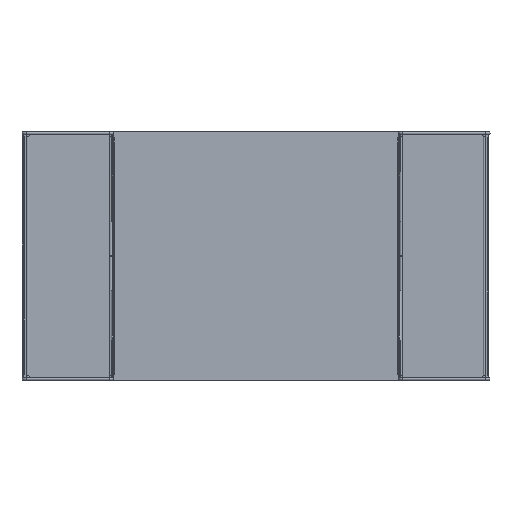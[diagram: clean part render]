
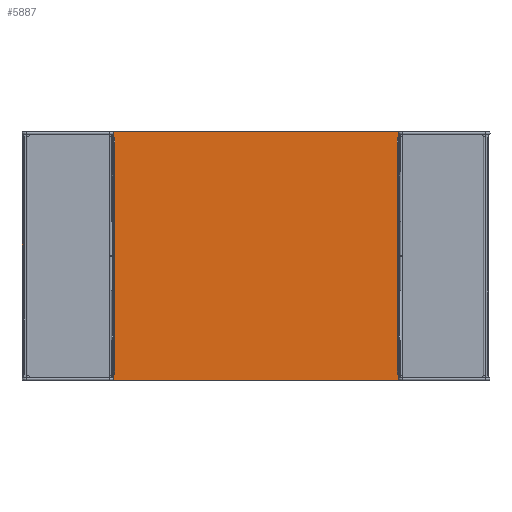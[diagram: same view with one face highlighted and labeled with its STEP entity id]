
A CAD part, front view. The second image highlights one B-rep face of the part: STEP entity #5887.
In plain terms, the highlighted face is planar.
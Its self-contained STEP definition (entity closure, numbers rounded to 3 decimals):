
#28 = ORIENTED_EDGE ( 'NONE', *, *, #741, .T. ) ;
#226 = CARTESIAN_POINT ( 'NONE',  ( -1490., 800., 20. ) ) ;
#339 = EDGE_CURVE ( 'NONE', #1566, #1939, #1082, .T. ) ;
#357 = EDGE_CURVE ( 'NONE', #5212, #2789, #6955, .T. ) ;
#741 = EDGE_CURVE ( 'NONE', #4277, #5212, #1573, .T. ) ;
#778 = CARTESIAN_POINT ( 'NONE',  ( -1500., 790., 20. ) ) ;
#910 = DIRECTION ( 'NONE',  ( 0., 0., 1. ) ) ;
#960 = AXIS2_PLACEMENT_3D ( 'NONE', #2874, #5167, #5274 ) ;
#1057 = EDGE_CURVE ( 'NONE', #2789, #2698, #4187, .T. ) ;
#1082 = CIRCLE ( 'NONE', #1795, 10. ) ;
#1263 = ORIENTED_EDGE ( 'NONE', *, *, #4203, .T. ) ;
#1276 = CIRCLE ( 'NONE', #6345, 10. ) ;
#1380 = CARTESIAN_POINT ( 'NONE',  ( 0., 0., 20. ) ) ;
#1566 = VERTEX_POINT ( 'NONE', #6210 ) ;
#1573 = CIRCLE ( 'NONE', #2403, 10. ) ;
#1655 = EDGE_CURVE ( 'NONE', #2698, #4041, #2279, .T. ) ;
#1795 = AXIS2_PLACEMENT_3D ( 'NONE', #4752, #4047, #6352 ) ;
#1939 = VERTEX_POINT ( 'NONE', #7325 ) ;
#2171 = DIRECTION ( 'NONE',  ( 0., -1., 0. ) ) ;
#2279 = LINE ( 'NONE', #3310, #4680 ) ;
#2403 = AXIS2_PLACEMENT_3D ( 'NONE', #3284, #4354, #6673 ) ;
#2594 = AXIS2_PLACEMENT_3D ( 'NONE', #6062, #910, #7280 ) ;
#2616 = CARTESIAN_POINT ( 'NONE',  ( -1490., 10., 20. ) ) ;
#2698 = VERTEX_POINT ( 'NONE', #778 ) ;
#2789 = VERTEX_POINT ( 'NONE', #226 ) ;
#2820 = VECTOR ( 'NONE', #4158, 1000. ) ;
#2874 = CARTESIAN_POINT ( 'NONE',  ( -1490., 790., 20. ) ) ;
#2974 = CARTESIAN_POINT ( 'NONE',  ( -1490., 0., 20. ) ) ;
#3232 = ORIENTED_EDGE ( 'NONE', *, *, #357, .T. ) ;
#3243 = VECTOR ( 'NONE', #5210, 1000. ) ;
#3269 = DIRECTION ( 'NONE',  ( 0., 0., 1. ) ) ;
#3284 = CARTESIAN_POINT ( 'NONE',  ( -10., 790., 20. ) ) ;
#3310 = CARTESIAN_POINT ( 'NONE',  ( -1500., 0., 20. ) ) ;
#3404 = EDGE_CURVE ( 'NONE', #1939, #4277, #4725, .T. ) ;
#3490 = CARTESIAN_POINT ( 'NONE',  ( 0., 800., 20. ) ) ;
#3662 = ORIENTED_EDGE ( 'NONE', *, *, #6762, .T. ) ;
#4041 = VERTEX_POINT ( 'NONE', #6117 ) ;
#4047 = DIRECTION ( 'NONE',  ( 0., 0., 1. ) ) ;
#4141 = ORIENTED_EDGE ( 'NONE', *, *, #1057, .T. ) ;
#4158 = DIRECTION ( 'NONE',  ( 0., 1., 0. ) ) ;
#4187 = CIRCLE ( 'NONE', #960, 10. ) ;
#4203 = EDGE_CURVE ( 'NONE', #6013, #1566, #4487, .T. ) ;
#4277 = VERTEX_POINT ( 'NONE', #7049 ) ;
#4321 = FACE_OUTER_BOUND ( 'NONE', #6380, .T. ) ;
#4354 = DIRECTION ( 'NONE',  ( 0., 0., 1. ) ) ;
#4420 = DIRECTION ( 'NONE',  ( 1., 0., 0. ) ) ;
#4487 = LINE ( 'NONE', #6805, #5941 ) ;
#4680 = VECTOR ( 'NONE', #2171, 1000. ) ;
#4725 = LINE ( 'NONE', #1380, #2820 ) ;
#4752 = CARTESIAN_POINT ( 'NONE',  ( -10., 10., 20. ) ) ;
#5167 = DIRECTION ( 'NONE',  ( 0., 0., 1. ) ) ;
#5210 = DIRECTION ( 'NONE',  ( -1., 0., 0. ) ) ;
#5212 = VERTEX_POINT ( 'NONE', #5755 ) ;
#5274 = DIRECTION ( 'NONE',  ( 1., 0., 0. ) ) ;
#5569 = ORIENTED_EDGE ( 'NONE', *, *, #1655, .T. ) ;
#5671 = DIRECTION ( 'NONE',  ( 1., 0., 0. ) ) ;
#5755 = CARTESIAN_POINT ( 'NONE',  ( -10., 800., 20. ) ) ;
#5887 = ADVANCED_FACE ( 'NONE', ( #4321 ), #6639, .T. ) ;
#5941 = VECTOR ( 'NONE', #5671, 1000. ) ;
#6013 = VERTEX_POINT ( 'NONE', #2974 ) ;
#6062 = CARTESIAN_POINT ( 'NONE',  ( 0., 0., 20. ) ) ;
#6117 = CARTESIAN_POINT ( 'NONE',  ( -1500., 10., 20. ) ) ;
#6210 = CARTESIAN_POINT ( 'NONE',  ( -10., 0., 20. ) ) ;
#6305 = ORIENTED_EDGE ( 'NONE', *, *, #339, .T. ) ;
#6345 = AXIS2_PLACEMENT_3D ( 'NONE', #2616, #3269, #4420 ) ;
#6352 = DIRECTION ( 'NONE',  ( 1., 0., 0. ) ) ;
#6380 = EDGE_LOOP ( 'NONE', ( #1263, #6305, #7138, #28, #3232, #4141, #5569, #3662 ) ) ;
#6639 = PLANE ( 'NONE',  #2594 ) ;
#6673 = DIRECTION ( 'NONE',  ( 1., 0., 0. ) ) ;
#6762 = EDGE_CURVE ( 'NONE', #4041, #6013, #1276, .T. ) ;
#6805 = CARTESIAN_POINT ( 'NONE',  ( 0., 0., 20. ) ) ;
#6955 = LINE ( 'NONE', #3490, #3243 ) ;
#7049 = CARTESIAN_POINT ( 'NONE',  ( 0., 790., 20. ) ) ;
#7138 = ORIENTED_EDGE ( 'NONE', *, *, #3404, .T. ) ;
#7280 = DIRECTION ( 'NONE',  ( 1., 0., 0. ) ) ;
#7325 = CARTESIAN_POINT ( 'NONE',  ( 0., 10., 20. ) ) ;
